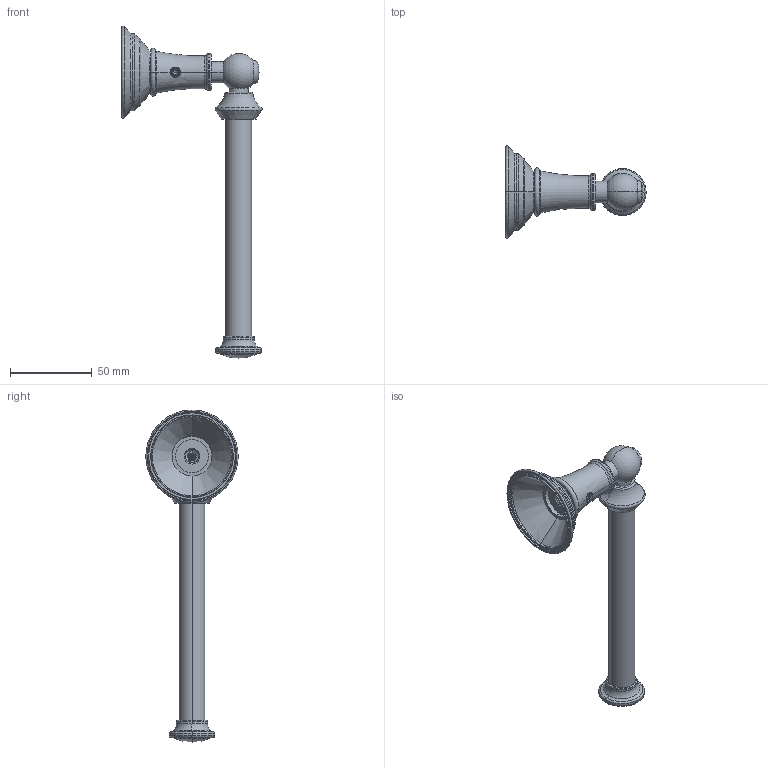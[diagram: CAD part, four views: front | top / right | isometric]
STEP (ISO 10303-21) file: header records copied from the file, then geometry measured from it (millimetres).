
FILE_DESCRIPTION((''),'2;1');
FILE_NAME('5406_ASM','2019-08-07T14:53:54',('jinson.thomas'),(''),'CREO PARAMETRIC BY PTC INC, 2018400','CREO PARAMETRIC BY PTC INC, 2018400','');
FILE_SCHEMA(('CONFIG_CONTROL_DESIGN'));
Length unit declared in the file: inch
Products named in the file (8): 11591; 2-652_ASM; 40704; 40740; 40741; 40742; 92031; 5406_ASM
Assembly tree (7 placements, depth 3):
  5406_ASM
    2-652_ASM
      11591
    40704
    40740
    40741
    40742
    92031
Bounding box: 85.85 x 56.56 x 203.26 mm (x, y, z)
Volume: 42591.9 mm3; surface area: 34357.2 mm2
Topology: 6 solids, 6 shells, 361 faces, 890 edges, 549 vertices
Faces by surface type: cylinder 135, bspline 67, cone 54, torus 52, plane 45, sphere 6, extrusion 2
Entity records: 23876 total; most frequent: CARTESIAN_POINT 15963, ORIENTED_EDGE 1756, DIRECTION 1386, EDGE_CURVE 878, AXIS2_PLACEMENT_3D 596, VERTEX_POINT 549, B_SPLINE_CURVE_WITH_KNOTS 400, EDGE_LOOP 389
